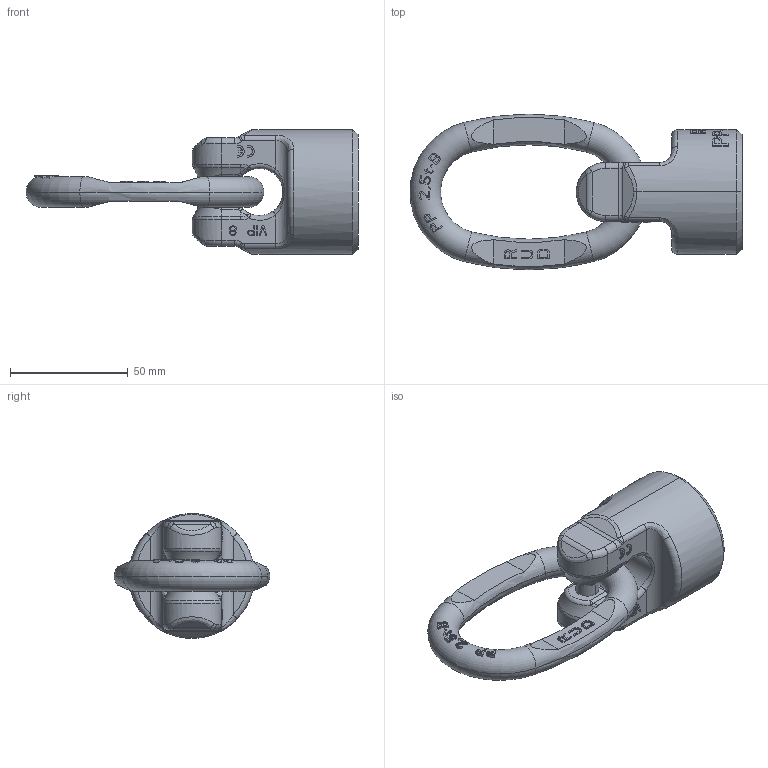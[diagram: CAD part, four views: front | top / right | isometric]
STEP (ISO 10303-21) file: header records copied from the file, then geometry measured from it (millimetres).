
FILE_DESCRIPTION((''),'2;1');
FILE_NAME('001-M31347-P-50_ASM','2019-03-15T',('anja.joas'),(''),'PRO/ENGINEER BY PARAMETRIC TECHNOLOGY CORPORATION, 2011490','PRO/ENGINEER BY PARAMETRIC TECHNOLOGY CORPORATION, 2011490','');
FILE_SCHEMA(('CONFIG_CONTROL_DESIGN'));
Length unit declared in the file: millimetre
Products named in the file (3): 001-M31347-P-20_AF0; 001-M31290-002; 001-M31347-P-50_ASM
Assembly tree (2 placements, depth 2):
  001-M31347-P-50_ASM
    001-M31347-P-20_AF0
    001-M31290-002
Bounding box: 141 x 66.08 x 53 mm (x, y, z)
Volume: 127345.9 mm3; surface area: 24016.3 mm2
Topology: 2 solids, 2 shells, 808 faces, 2176 edges, 1412 vertices
Faces by surface type: plane 640, cylinder 66, bspline 64, torus 32, sphere 4, cone 2
Entity records: 27653 total; most frequent: CARTESIAN_POINT 8484, ORIENTED_EDGE 4352, DIRECTION 3372, EDGE_CURVE 2176, VERTEX_POINT 1412, VECTOR 1318, LINE 1318, AXIS2_PLACEMENT_3D 1027
